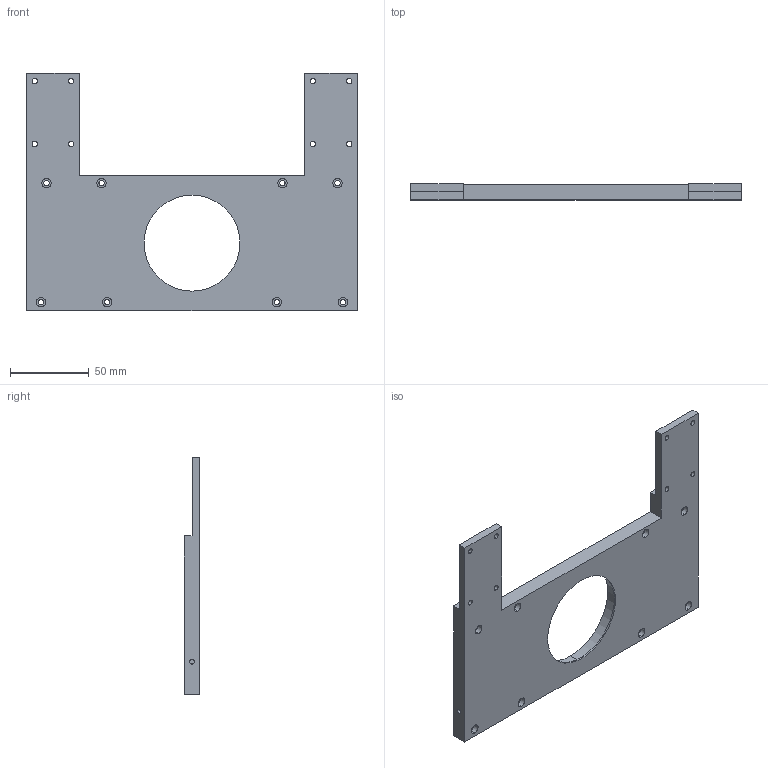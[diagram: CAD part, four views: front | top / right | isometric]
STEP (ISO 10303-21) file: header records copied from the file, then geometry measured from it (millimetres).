
FILE_DESCRIPTION (( 'STEP AP203' ), '1' );
FILE_NAME ('01b_Baseplate_part2_20deg.step', '2020-05-23T22:37:23', ( '' ), ( '' ), 'SwSTEP 2.0', 'SolidWorks 2019', '' );
FILE_SCHEMA (( 'CONFIG_CONTROL_DESIGN' ));
Length unit declared in the file: millimetre
Products named in the file (1): 01b_Baseplate_part2_20deg
Bounding box: 210 x 10 x 151 mm (x, y, z)
Volume: 170524.3 mm3; surface area: 50303.6 mm2
Topology: 1 solids, 1 shells, 93 faces, 228 edges, 152 vertices
Faces by surface type: cylinder 64, plane 29
Entity records: 2955 total; most frequent: DIRECTION 544, CARTESIAN_POINT 474, ORIENTED_EDGE 456, EDGE_CURVE 228, AXIS2_PLACEMENT_3D 222, VERTEX_POINT 152, EDGE_LOOP 142, CIRCLE 128
